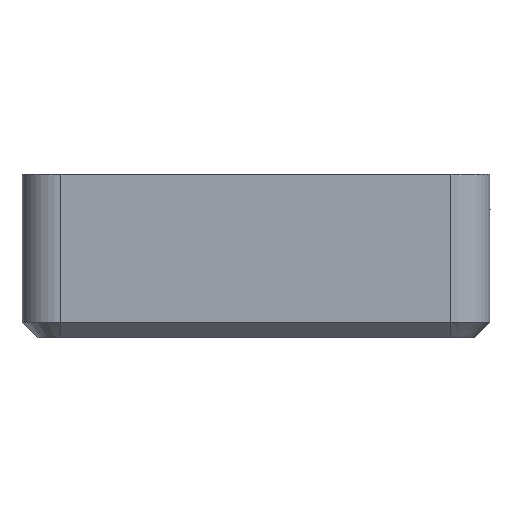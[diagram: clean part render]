
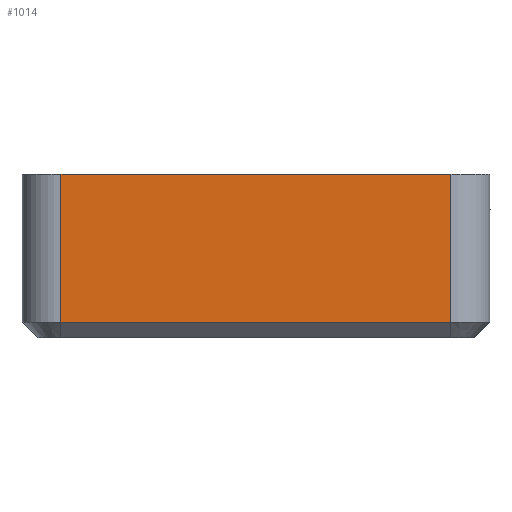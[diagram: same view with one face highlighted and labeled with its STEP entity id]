
A CAD part, left-side view. The second image highlights one B-rep face of the part: STEP entity #1014.
In plain terms, the highlighted planar face has unit normal (-1, 0, 0).
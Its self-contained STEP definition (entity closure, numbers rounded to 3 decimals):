
#89=FACE_OUTER_BOUND('',#145,.T.);
#145=EDGE_LOOP('',(#768,#769,#770,#771));
#201=LINE('',#1495,#314);
#233=LINE('',#1638,#346);
#237=LINE('',#1647,#350);
#238=LINE('',#1648,#351);
#314=VECTOR('',#1200,10.);
#346=VECTOR('',#1280,10.);
#350=VECTOR('',#1290,10.);
#351=VECTOR('',#1291,10.);
#424=VERTEX_POINT('',#1485);
#426=VERTEX_POINT('',#1491);
#474=VERTEX_POINT('',#1637);
#476=VERTEX_POINT('',#1646);
#531=EDGE_CURVE('',#424,#426,#201,.T.);
#584=EDGE_CURVE('',#474,#426,#233,.T.);
#589=EDGE_CURVE('',#476,#424,#237,.T.);
#590=EDGE_CURVE('',#474,#476,#238,.T.);
#768=ORIENTED_EDGE('',*,*,#531,.F.);
#769=ORIENTED_EDGE('',*,*,#589,.F.);
#770=ORIENTED_EDGE('',*,*,#590,.F.);
#771=ORIENTED_EDGE('',*,*,#584,.T.);
#971=PLANE('',#1107);
#1014=ADVANCED_FACE('',(#89),#971,.T.);
#1107=AXIS2_PLACEMENT_3D('',#1645,#1288,#1289);
#1200=DIRECTION('',(0.,1.,0.));
#1280=DIRECTION('',(0.,0.,-1.));
#1288=DIRECTION('center_axis',(-1.,0.,0.));
#1289=DIRECTION('ref_axis',(0.,0.,-1.));
#1290=DIRECTION('',(0.,0.,-1.));
#1291=DIRECTION('',(0.,-1.,0.));
#1485=CARTESIAN_POINT('',(-9.,-5.,0.4));
#1491=CARTESIAN_POINT('',(-9.,5.,0.4));
#1495=CARTESIAN_POINT('',(-9.,-3.,0.4));
#1637=CARTESIAN_POINT('',(-9.,5.,4.2));
#1638=CARTESIAN_POINT('',(-9.,5.,1.5));
#1645=CARTESIAN_POINT('Origin',(-9.,-6.,2.7));
#1646=CARTESIAN_POINT('',(-9.,-5.,4.2));
#1647=CARTESIAN_POINT('',(-9.,-5.,1.5));
#1648=CARTESIAN_POINT('',(-9.,-6.,4.2));
